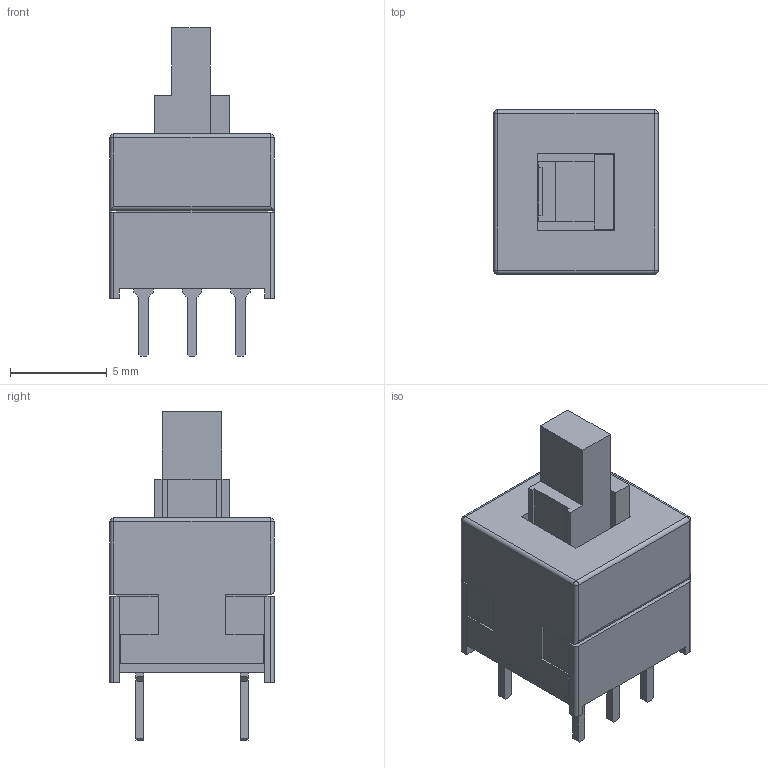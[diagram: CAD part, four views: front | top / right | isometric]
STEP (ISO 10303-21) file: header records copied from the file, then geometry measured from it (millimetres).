
FILE_DESCRIPTION(('FreeCAD Model'),'2;1');
FILE_NAME('Open CASCADE Shape Model','2026-02-26T09:36:31',( 'kicad StepUp'),('ksu MCAD'),'Open CASCADE STEP processor 7.8', 'FreeCAD','Unknown');
FILE_SCHEMA(('AUTOMOTIVE_DESIGN { 1 0 10303 214 1 1 1 1 }'));
Length unit declared in the file: millimetre
Products named in the file (1): SW_BUTTON_6P_8x8mm
Bounding box: 8.5 x 8.5 x 17 mm (x, y, z)
Volume: 606.6 mm3; surface area: 676.6 mm2
Topology: 1 solids, 1 shells, 158 faces, 431 edges, 278 vertices
Faces by surface type: plane 141, cylinder 13, bspline 4
Entity records: 6352 total; most frequent: CARTESIAN_POINT 930, ORIENTED_EDGE 854, DIRECTION 757, EDGE_CURVE 427, LINE 403, VECTOR 403, VERTEX_POINT 278, AXIS2_PLACEMENT_3D 177
